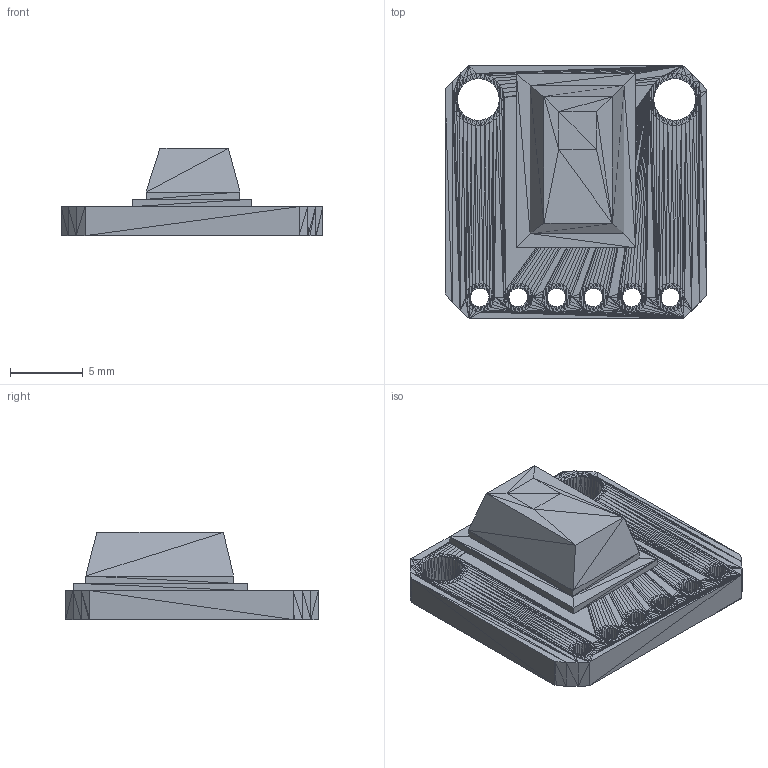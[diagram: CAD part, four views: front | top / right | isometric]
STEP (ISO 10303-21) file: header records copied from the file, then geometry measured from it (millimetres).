
FILE_DESCRIPTION(('AUTOMAPKI'),'2;1');
FILE_NAME('AMG8833','2021-05-25T12:06:18',('AUTOMAPKI'),('AUTOMAPKI'), 'Open CASCADE STEP processor 7.3','AUTOMAPKI','Unknown');
FILE_SCHEMA(('AUTOMOTIVE_DESIGN { 1 0 10303 214 1 1 1 1 }'));
Length unit declared in the file: millimetre
Products named in the file (39): Group#1; Group#5; Group#8; Group#3; Group#6; Group#1_amg8833-back1; Group#9; Group#7; Group#1_Color_H01; Group#4; Group#10; Group#1_Metal_Silver; Group#1_amg8833-front1a; Group#5_amg8833-front1a; Group#5_Metal_Silver; Group#8_amg8833-front1a; Group#8_Metal_Silver; Group#2; Group#3_amg8833-front1a; Group#3_Metal_Silver; Group#6_amg8833-front1a; Group#6_Metal_Silver; Group#9_amg8833-front1a; Group#9_Metal_Silver; Group#7_amg8833-front1a; Group#7_Metal_Silver; Group#4_amg8833-front1a; Group#4_Metal_Silver; Group#10_Metal_Silver; Group#10_amg8833-front1a
Assembly tree (37 placements, depth 2):
  Group#1
    Group#1
    Group#5
    Group#8
    Group#3
    Group#6
    Group#1_amg8833-back1
    Group#9
    Group#7
    Group#1_Color_H01
    Group#4
    Group#10
    Group#1_Metal_Silver
    Group#1_amg8833-front1a
  Group#5
    Group#5
    Group#5_amg8833-front1a
    Group#5_Metal_Silver
  Group#8
    Group#8
    Group#8_amg8833-front1a
    Group#8_Metal_Silver
  Group#2
  Group#3
    Group#3
    Group#3_amg8833-front1a
    Group#3_Metal_Silver
Bounding box: 18 x 17.37 x 6 mm (x, y, z)
Volume: 16.5 mm3; surface area: 1135.3 mm2
Topology: 1 solids, 32 shells, 1914 faces, 3787 edges, 1860 vertices
Faces by surface type: plane 1914
Entity records: 44778 total; most frequent: DIRECTION 7691, CARTESIAN_POINT 7599, ORIENTED_EDGE 5742, EDGE_CURVE 3787, LINE 3787, VECTOR 3787, AXIS2_PLACEMENT_3D 1952, ADVANCED_FACE 1914
